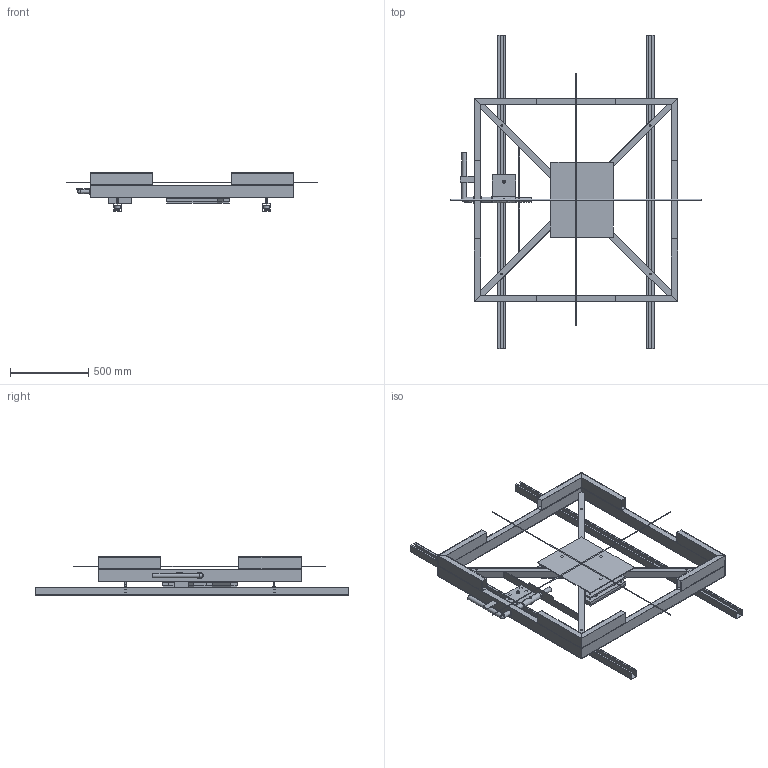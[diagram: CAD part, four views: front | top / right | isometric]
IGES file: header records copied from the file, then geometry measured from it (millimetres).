
Global section: file name: Wagen; native system: AutoCAD 2017 - Deutsch (German); preprocessor: Autodesk Translation Framework DWG producer (atf_dwg_producer); organization: unknown; date: 20160709.174022; units: millimetre
Bounding box: 1610 x 2000 x 246.8 mm (x, y, z)
Volume: 16443001.3 mm3; surface area: 7882314.6 mm2
Topology: 115 solids, 115 shells, 1014 faces, 2393 edges, 1636 vertices
Faces by surface type: bspline 1014
